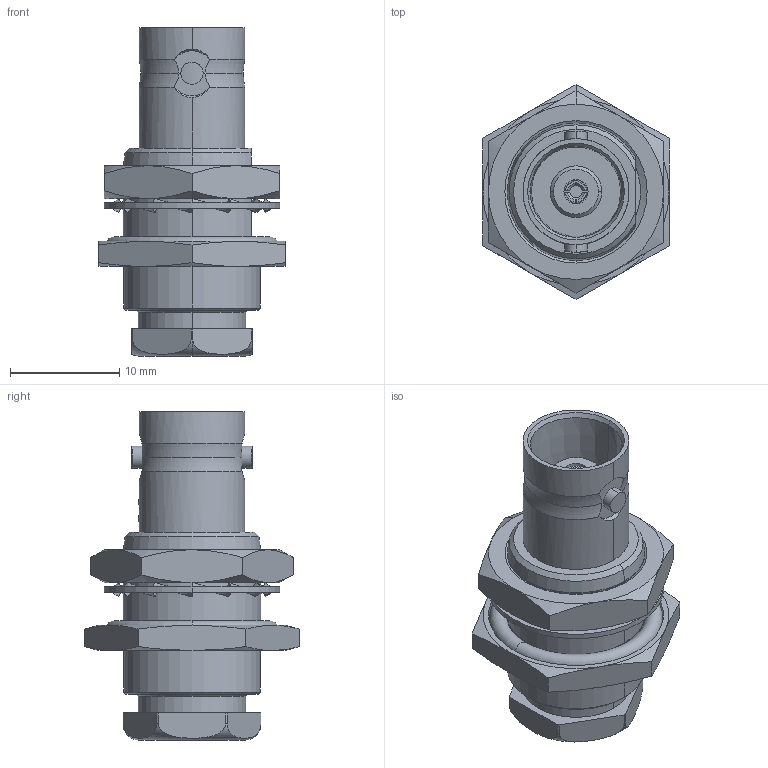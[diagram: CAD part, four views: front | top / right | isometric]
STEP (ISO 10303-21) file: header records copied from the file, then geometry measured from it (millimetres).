
FILE_DESCRIPTION (( 'STEP AP214' ), '1' );
FILE_NAME ('J01001A0051.STEP', '2018-06-25T11:41:03', ( '' ), ( '' ), 'SwSTEP 2.0', 'SolidWorks 2017', '' );
FILE_SCHEMA (( 'AUTOMOTIVE_DESIGN' ));
Length unit declared in the file: millimetre
Products named in the file (1): J01001A0051
Bounding box: 17 x 19.63 x 30 mm (x, y, z)
Volume: 3224.4 mm3; surface area: 2759.3 mm2
Topology: 3 solids, 3 shells, 268 faces, 667 edges, 422 vertices
Faces by surface type: plane 100, cone 62, cylinder 56, bspline 36, torus 14
Entity records: 11777 total; most frequent: CARTESIAN_POINT 2782, ORIENTED_EDGE 1334, DIRECTION 1141, EDGE_CURVE 667, AXIS2_PLACEMENT_3D 425, VERTEX_POINT 422, LINE 291, VECTOR 291
